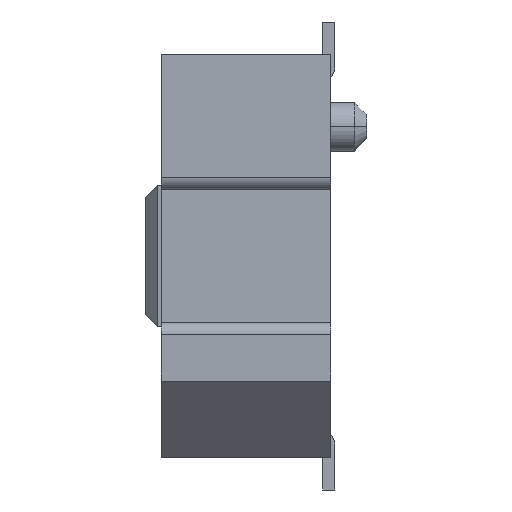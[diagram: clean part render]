
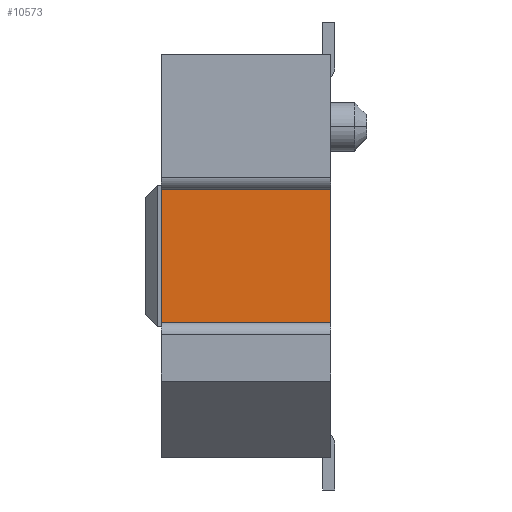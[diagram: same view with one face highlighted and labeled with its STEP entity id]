
A CAD part, left-side view. The second image highlights one B-rep face of the part: STEP entity #10573.
In plain terms, the highlighted planar face has unit normal (-1, 0, 0).
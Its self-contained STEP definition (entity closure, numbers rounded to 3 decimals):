
#761=DIRECTION('',(0.,-1.,0.));
#762=VECTOR('',#761,2.1);
#763=CARTESIAN_POINT('',(-3.95,2.1,-0.825));
#764=LINE('',#763,#762);
#769=DIRECTION('',(0.,0.,-1.));
#770=VECTOR('',#769,1.65);
#771=CARTESIAN_POINT('',(-3.95,0.,0.825));
#772=LINE('',#771,#770);
#773=DIRECTION('',(0.,0.,1.));
#774=VECTOR('',#773,1.65);
#775=CARTESIAN_POINT('',(-3.95,2.1,-0.825));
#776=LINE('',#775,#774);
#777=DIRECTION('',(0.,1.,0.));
#778=VECTOR('',#777,2.1);
#779=CARTESIAN_POINT('',(-3.95,0.,0.825));
#780=LINE('',#779,#778);
#7555=CARTESIAN_POINT('',(-3.95,0.,0.825));
#7556=VERTEX_POINT('',#7555);
#7557=CARTESIAN_POINT('',(-3.95,0.,-0.825));
#7558=VERTEX_POINT('',#7557);
#8261=CARTESIAN_POINT('',(-3.95,2.1,0.825));
#8262=VERTEX_POINT('',#8261);
#8263=CARTESIAN_POINT('',(-3.95,2.1,-0.825));
#8264=VERTEX_POINT('',#8263);
#10561=CARTESIAN_POINT('',(-3.95,1.05,0.));
#10562=DIRECTION('',(1.,0.,0.));
#10563=DIRECTION('',(0.,0.,-1.));
#10564=AXIS2_PLACEMENT_3D('',#10561,#10562,#10563);
#10565=PLANE('',#10564);
#10566=ORIENTED_EDGE('',*,*,#10495,.T.);
#10567=ORIENTED_EDGE('',*,*,#10554,.F.);
#10568=ORIENTED_EDGE('',*,*,#10366,.T.);
#10570=ORIENTED_EDGE('',*,*,#10569,.F.);
#10571=EDGE_LOOP('',(#10566,#10567,#10568,#10570));
#10572=FACE_OUTER_BOUND('',#10571,.F.);
#10573=ADVANCED_FACE('',(#10572),#10565,.F.);
#10366=EDGE_CURVE('',#8264,#8262,#776,.T.);
#10495=EDGE_CURVE('',#7556,#7558,#772,.T.);
#10554=EDGE_CURVE('',#8264,#7558,#764,.T.);
#10569=EDGE_CURVE('',#7556,#8262,#780,.T.);
